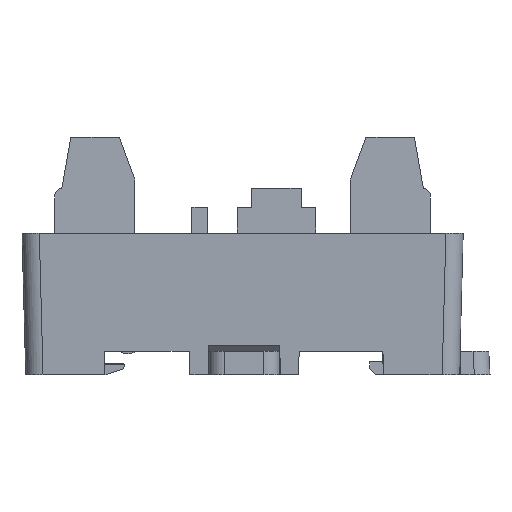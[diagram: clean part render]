
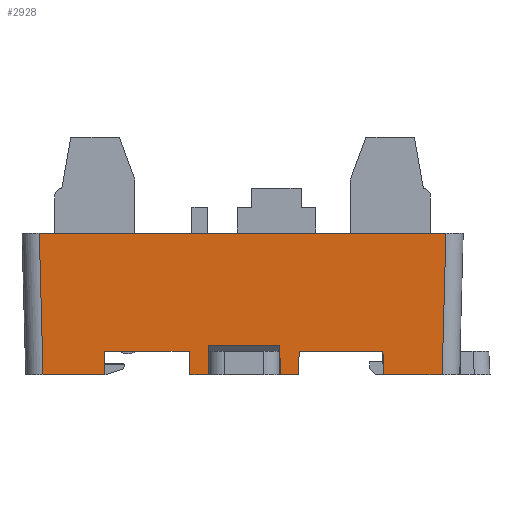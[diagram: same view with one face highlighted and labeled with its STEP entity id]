
A CAD part, left-side view. The second image highlights one B-rep face of the part: STEP entity #2928.
In plain terms, the highlighted planar face has unit normal (-1, 0, -0.026).
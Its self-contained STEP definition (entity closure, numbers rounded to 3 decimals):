
#1890=FACE_OUTER_BOUND('',#5389,.T.);
#2928=ADVANCED_FACE('',(#1890),#3998,.T.);
#3998=PLANE('',#20843);
#5389=EDGE_LOOP('',(#7319,#7320,#7321,#7322,#7323,#7324,#7325,#7326,#7327,
#7328,#7329,#7330,#7331,#7332,#7333,#7334));
#7319=ORIENTED_EDGE('',*,*,#14079,.T.);
#7320=ORIENTED_EDGE('',*,*,#14136,.T.);
#7321=ORIENTED_EDGE('',*,*,#14106,.T.);
#7322=ORIENTED_EDGE('',*,*,#14129,.F.);
#7323=ORIENTED_EDGE('',*,*,#13893,.T.);
#7324=ORIENTED_EDGE('',*,*,#14137,.F.);
#7325=ORIENTED_EDGE('',*,*,#14138,.F.);
#7326=ORIENTED_EDGE('',*,*,#14139,.T.);
#7327=ORIENTED_EDGE('',*,*,#14140,.F.);
#7328=ORIENTED_EDGE('',*,*,#14141,.T.);
#7329=ORIENTED_EDGE('',*,*,#14142,.F.);
#7330=ORIENTED_EDGE('',*,*,#14143,.T.);
#7331=ORIENTED_EDGE('',*,*,#13879,.T.);
#7332=ORIENTED_EDGE('',*,*,#14069,.T.);
#7333=ORIENTED_EDGE('',*,*,#14061,.T.);
#7334=ORIENTED_EDGE('',*,*,#14144,.T.);
#12102=VERTEX_POINT('',#28046);
#12103=VERTEX_POINT('',#28048);
#12116=VERTEX_POINT('',#28074);
#12117=VERTEX_POINT('',#28076);
#12246=VERTEX_POINT('',#28408);
#12247=VERTEX_POINT('',#28410);
#12257=VERTEX_POINT('',#28444);
#12258=VERTEX_POINT('',#28446);
#12276=VERTEX_POINT('',#28493);
#12277=VERTEX_POINT('',#28495);
#12289=VERTEX_POINT('',#28555);
#12290=VERTEX_POINT('',#28557);
#12291=VERTEX_POINT('',#28559);
#12292=VERTEX_POINT('',#28561);
#12293=VERTEX_POINT('',#28563);
#12294=VERTEX_POINT('',#28565);
#13879=EDGE_CURVE('',#12103,#12102,#16508,.T.);
#13893=EDGE_CURVE('',#12117,#12116,#16520,.T.);
#14061=EDGE_CURVE('',#12247,#12246,#16681,.T.);
#14069=EDGE_CURVE('',#12102,#12247,#16689,.T.);
#14079=EDGE_CURVE('',#12258,#12257,#16697,.T.);
#14106=EDGE_CURVE('',#12277,#12276,#16720,.T.);
#14129=EDGE_CURVE('',#12117,#12276,#16740,.T.);
#14136=EDGE_CURVE('',#12257,#12277,#16747,.T.);
#14137=EDGE_CURVE('',#12289,#12116,#16748,.T.);
#14138=EDGE_CURVE('',#12290,#12289,#16749,.T.);
#14139=EDGE_CURVE('',#12290,#12291,#16750,.T.);
#14140=EDGE_CURVE('',#12292,#12291,#16751,.T.);
#14141=EDGE_CURVE('',#12292,#12293,#16752,.T.);
#14142=EDGE_CURVE('',#12294,#12293,#16753,.T.);
#14143=EDGE_CURVE('',#12294,#12103,#16754,.T.);
#14144=EDGE_CURVE('',#12246,#12258,#16755,.T.);
#16508=LINE('',#28047,#18727);
#16520=LINE('',#28075,#18739);
#16681=LINE('',#28409,#18900);
#16689=LINE('',#28424,#18908);
#16697=LINE('',#28445,#18916);
#16720=LINE('',#28494,#18939);
#16740=LINE('',#28542,#18959);
#16747=LINE('',#28553,#18966);
#16748=LINE('',#28554,#18967);
#16749=LINE('',#28556,#18968);
#16750=LINE('',#28558,#18969);
#16751=LINE('',#28560,#18970);
#16752=LINE('',#28562,#18971);
#16753=LINE('',#28564,#18972);
#16754=LINE('',#28566,#18973);
#16755=LINE('',#28567,#18974);
#18727=VECTOR('',#22515,1.);
#18739=VECTOR('',#22531,1.);
#18900=VECTOR('',#22778,1.);
#18908=VECTOR('',#22790,1.);
#18916=VECTOR('',#22812,1.);
#18939=VECTOR('',#22849,1.);
#18959=VECTOR('',#22901,1.);
#18966=VECTOR('',#22916,1.);
#18967=VECTOR('',#22917,1.);
#18968=VECTOR('',#22918,1.);
#18969=VECTOR('',#22919,1.);
#18970=VECTOR('',#22920,1.);
#18971=VECTOR('',#22921,1.);
#18972=VECTOR('',#22922,1.);
#18973=VECTOR('',#22923,1.);
#18974=VECTOR('',#22924,1.);
#20843=AXIS2_PLACEMENT_3D('',#28568,#22925,#22926);
#22515=DIRECTION('',(0.,-1.,0.));
#22531=DIRECTION('',(0.,-1.,0.));
#22778=DIRECTION('',(0.,-1.,0.));
#22790=DIRECTION('',(0.026,-0.017,-1.));
#22812=DIRECTION('',(0.,1.,0.));
#22849=DIRECTION('',(0.,-1.,0.));
#22901=DIRECTION('',(0.026,0.017,-1.));
#22916=DIRECTION('',(0.026,-0.026,-0.999));
#22917=DIRECTION('',(-0.026,0.035,0.999));
#22918=DIRECTION('',(0.,1.,0.));
#22919=DIRECTION('',(-0.026,-0.009,1.));
#22920=DIRECTION('',(0.,1.,0.));
#22921=DIRECTION('',(0.026,-0.009,-1.));
#22922=DIRECTION('',(0.,1.,0.));
#22923=DIRECTION('',(-0.026,-0.035,0.999));
#22924=DIRECTION('',(-0.026,-0.026,0.999));
#22925=DIRECTION('',(-1.,0.,-0.026));
#22926=DIRECTION('',(-0.026,0.,1.));
#28046=CARTESIAN_POINT('',(-28.557,10.2,-15.));
#28047=CARTESIAN_POINT('',(-28.557,27.85,-15.));
#28048=CARTESIAN_POINT('',(-28.557,20.85,-15.));
#28074=CARTESIAN_POINT('',(-28.557,34.85,-15.));
#28075=CARTESIAN_POINT('',(-28.557,27.85,-15.));
#28076=CARTESIAN_POINT('',(-28.557,45.6,-15.));
#28408=CARTESIAN_POINT('',(-28.479,2.671,-18.));
#28409=CARTESIAN_POINT('',(-28.479,27.85,-18.));
#28410=CARTESIAN_POINT('',(-28.479,10.148,-18.));
#28424=CARTESIAN_POINT('',(-28.958,10.467,0.309));
#28444=CARTESIAN_POINT('',(-28.95,53.901,0.));
#28445=CARTESIAN_POINT('',(-28.95,28.35,0.));
#28446=CARTESIAN_POINT('',(-28.95,2.199,0.));
#28493=CARTESIAN_POINT('',(-28.479,45.652,-18.));
#28494=CARTESIAN_POINT('',(-28.479,28.35,-18.));
#28495=CARTESIAN_POINT('',(-28.479,53.429,-18.));
#28542=CARTESIAN_POINT('',(-28.526,45.621,-16.204));
#28553=CARTESIAN_POINT('',(-28.933,53.884,-0.66));
#28554=CARTESIAN_POINT('',(-28.526,34.808,-16.202));
#28555=CARTESIAN_POINT('',(-28.479,34.745,-18.));
#28556=CARTESIAN_POINT('',(-28.479,27.85,-18.));
#28557=CARTESIAN_POINT('',(-28.479,32.426,-18.));
#28558=CARTESIAN_POINT('',(-28.526,32.411,-16.204));
#28559=CARTESIAN_POINT('',(-28.576,32.394,-14.274));
#28560=CARTESIAN_POINT('',(-28.576,237.295,-14.274));
#28561=CARTESIAN_POINT('',(-28.576,23.306,-14.274));
#28562=CARTESIAN_POINT('',(-28.526,23.29,-16.204));
#28563=CARTESIAN_POINT('',(-28.479,23.274,-18.));
#28564=CARTESIAN_POINT('',(-28.479,27.85,-18.));
#28565=CARTESIAN_POINT('',(-28.479,20.955,-18.));
#28566=CARTESIAN_POINT('',(-28.943,20.336,-0.282));
#28567=CARTESIAN_POINT('',(-28.933,2.217,-0.66));
#28568=CARTESIAN_POINT('',(-28.95,28.35,-0.003));
